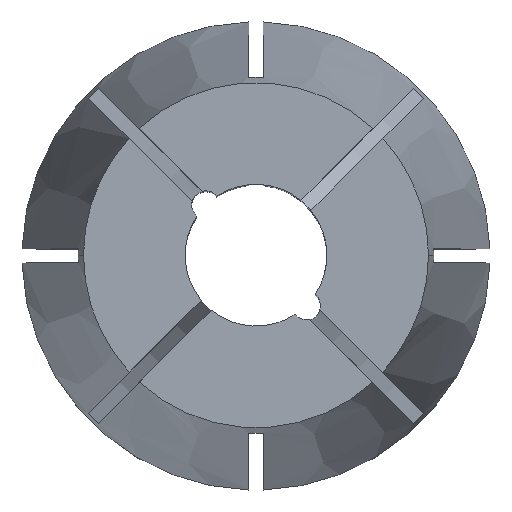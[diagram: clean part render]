
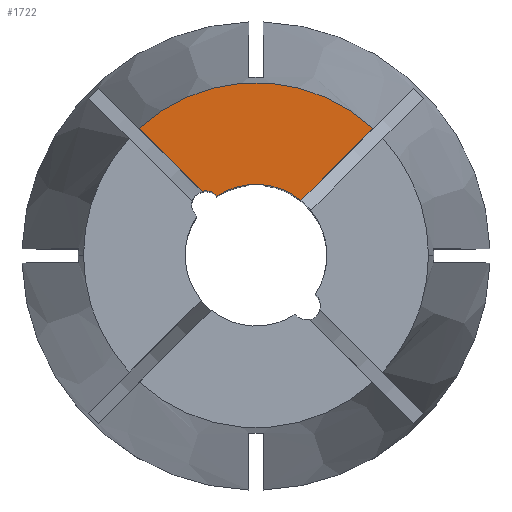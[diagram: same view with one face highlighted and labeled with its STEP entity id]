
A CAD part, top view. The second image highlights one B-rep face of the part: STEP entity #1722.
In plain terms, the highlighted planar face has unit normal (0, 0, 1).
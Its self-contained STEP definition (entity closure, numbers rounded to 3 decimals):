
#176 = CARTESIAN_POINT ( 'NONE',  ( -8.236, 8.943, 0. ) ) ;
#251 = DIRECTION ( 'NONE',  ( -1., 0., 0. ) ) ;
#264 = ORIENTED_EDGE ( 'NONE', *, *, #907, .T. ) ;
#374 = VERTEX_POINT ( 'NONE', #2072 ) ;
#471 = DIRECTION ( 'NONE',  ( 0.707, -0.707, 0. ) ) ;
#606 = VECTOR ( 'NONE', #471, 1000. ) ;
#607 = ORIENTED_EDGE ( 'NONE', *, *, #1128, .F. ) ;
#625 = CARTESIAN_POINT ( 'NONE',  ( 0., 0., 0. ) ) ;
#740 = CARTESIAN_POINT ( 'NONE',  ( 0., 0., 0. ) ) ;
#786 = VERTEX_POINT ( 'NONE', #1110 ) ;
#854 = FACE_OUTER_BOUND ( 'NONE', #1187, .T. ) ;
#894 = ORIENTED_EDGE ( 'NONE', *, *, #1353, .T. ) ;
#907 = EDGE_CURVE ( 'NONE', #374, #1569, #1618, .T. ) ;
#943 = CARTESIAN_POINT ( 'NONE',  ( -2.761, 4.168, 0. ) ) ;
#949 = CARTESIAN_POINT ( 'NONE',  ( 0., 0., 0. ) ) ;
#956 = ORIENTED_EDGE ( 'NONE', *, *, #1650, .F. ) ;
#1000 = VERTEX_POINT ( 'NONE', #1755 ) ;
#1084 = AXIS2_PLACEMENT_3D ( 'NONE', #1094, #1857, #2063 ) ;
#1094 = CARTESIAN_POINT ( 'NONE',  ( -3.536, 3.536, 0. ) ) ;
#1110 = CARTESIAN_POINT ( 'NONE',  ( 3.164, 3.871, 0. ) ) ;
#1128 = EDGE_CURVE ( 'NONE', #1658, #1000, #1162, .T. ) ;
#1136 = DIRECTION ( 'NONE',  ( 1., 0., 0. ) ) ;
#1162 = CIRCLE ( 'NONE', #1084, 1. ) ;
#1187 = EDGE_LOOP ( 'NONE', ( #894, #607, #956, #1784, #264 ) ) ;
#1217 = AXIS2_PLACEMENT_3D ( 'NONE', #625, #1308, #251 ) ;
#1247 = EDGE_CURVE ( 'NONE', #786, #374, #1334, .T. ) ;
#1308 = DIRECTION ( 'NONE',  ( 0., 0., -1. ) ) ;
#1327 = DIRECTION ( 'NONE',  ( 0.707, 0.707, 0. ) ) ;
#1334 = LINE ( 'NONE', #1511, #2194 ) ;
#1353 = EDGE_CURVE ( 'NONE', #1569, #1000, #1565, .T. ) ;
#1433 = AXIS2_PLACEMENT_3D ( 'NONE', #949, #2116, #1136 ) ;
#1511 = CARTESIAN_POINT ( 'NONE',  ( -0.354, 0.354, 0. ) ) ;
#1523 = CARTESIAN_POINT ( 'NONE',  ( 0.354, 0.354, 0. ) ) ;
#1565 = LINE ( 'NONE', #1523, #606 ) ;
#1569 = VERTEX_POINT ( 'NONE', #176 ) ;
#1618 = CIRCLE ( 'NONE', #1854, 12.158 ) ;
#1650 = EDGE_CURVE ( 'NONE', #786, #1658, #1850, .T. ) ;
#1658 = VERTEX_POINT ( 'NONE', #943 ) ;
#1722 = ADVANCED_FACE ( 'NONE', ( #854 ), #2126, .F. ) ;
#1755 = CARTESIAN_POINT ( 'NONE',  ( -3.794, 4.501, 0. ) ) ;
#1784 = ORIENTED_EDGE ( 'NONE', *, *, #1247, .T. ) ;
#1850 = CIRCLE ( 'NONE', #1433, 5. ) ;
#1854 = AXIS2_PLACEMENT_3D ( 'NONE', #740, #2047, #2074 ) ;
#1857 = DIRECTION ( 'NONE',  ( 0., 0., 1. ) ) ;
#2047 = DIRECTION ( 'NONE',  ( 0., 0., 1. ) ) ;
#2063 = DIRECTION ( 'NONE',  ( -1., 0., 0. ) ) ;
#2072 = CARTESIAN_POINT ( 'NONE',  ( 8.236, 8.943, 0. ) ) ;
#2074 = DIRECTION ( 'NONE',  ( 1., 0., 0. ) ) ;
#2116 = DIRECTION ( 'NONE',  ( 0., 0., 1. ) ) ;
#2126 = PLANE ( 'NONE',  #1217 ) ;
#2194 = VECTOR ( 'NONE', #1327, 1000. ) ;
